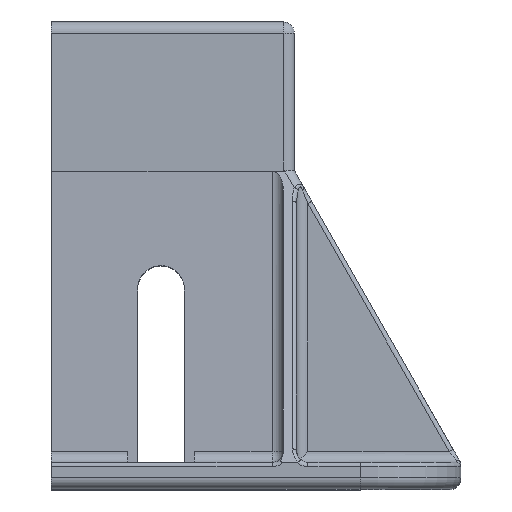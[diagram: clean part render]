
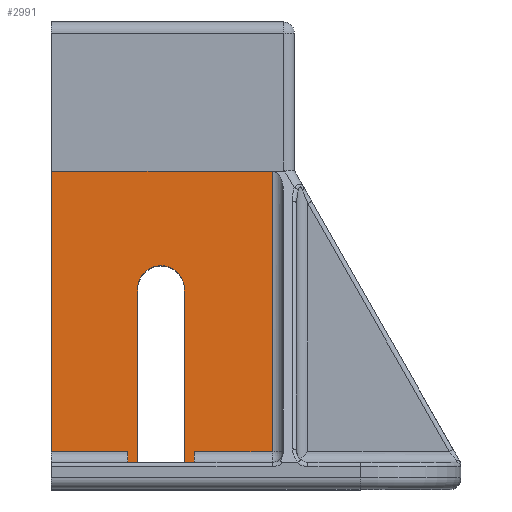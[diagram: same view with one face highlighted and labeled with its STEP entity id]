
A CAD part, top view. The second image highlights one B-rep face of the part: STEP entity #2991.
In plain terms, the highlighted planar face has unit normal (0, 0.018, 1).
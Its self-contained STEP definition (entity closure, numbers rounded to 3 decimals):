
#316 = EDGE_CURVE ( 'NONE', #1723, #1772, #1559, .T. ) ;
#317 = EDGE_CURVE ( 'NONE', #1772, #1717, #1557, .T. ) ;
#318 = EDGE_CURVE ( 'NONE', #1787, #1725, #1553, .T. ) ;
#322 = EDGE_CURVE ( 'NONE', #1769, #1713, #1548, .T. ) ;
#323 = EDGE_CURVE ( 'NONE', #1713, #1710, #1082, .T. ) ;
#333 = EDGE_CURVE ( 'NONE', #1699, #1787, #1535, .T. ) ;
#355 = EDGE_CURVE ( 'NONE', #1717, #1779, #1507, .T. ) ;
#357 = EDGE_CURVE ( 'NONE', #1769, #1779, #1502, .T. ) ;
#382 = EDGE_CURVE ( 'NONE', #1756, #1723, #1094, .T. ) ;
#398 = EDGE_CURVE ( 'NONE', #1725, #1726, #1432, .T. ) ;
#451 = EDGE_CURVE ( 'NONE', #1699, #1773, #1342, .T. ) ;
#453 = EDGE_CURVE ( 'NONE', #1710, #1773, #1338, .T. ) ;
#461 = EDGE_CURVE ( 'NONE', #1726, #1756, #1323, .T. ) ;
#1082 =( BOUNDED_CURVE ( )  B_SPLINE_CURVE ( 3, ( #2579, #2573, #2570, #2521 ),
 .UNSPECIFIED., .F., .F. ) 
 B_SPLINE_CURVE_WITH_KNOTS ( ( 4, 4 ),
 ( 1.571, 4.712 ),
 .UNSPECIFIED. ) 
 CURVE ( )  GEOMETRIC_REPRESENTATION_ITEM ( )  RATIONAL_B_SPLINE_CURVE ( ( 1., 0.333, 0.333, 1. ) ) 
 REPRESENTATION_ITEM ( '' )  );
#1094 = B_SPLINE_CURVE_WITH_KNOTS ( 'NONE', 3,
 ( #2088, #2092, #2125, #2084 ),
 .UNSPECIFIED., .F., .F.,
 ( 4, 4 ),
 ( 0., 0.001 ),
 .UNSPECIFIED. ) ;
#1320 = VECTOR ( 'NONE', #2216, 1000. ) ;
#1323 = LINE ( 'NONE', #2218, #1320 ) ;
#1335 = VECTOR ( 'NONE', #2237, 1000. ) ;
#1338 = LINE ( 'NONE', #2238, #1335 ) ;
#1339 = VECTOR ( 'NONE', #2242, 1000. ) ;
#1342 = LINE ( 'NONE', #2243, #1339 ) ;
#1429 = VECTOR ( 'NONE', #2509, 1000. ) ;
#1432 = LINE ( 'NONE', #2511, #1429 ) ;
#1499 = VECTOR ( 'NONE', #2348, 1000. ) ;
#1502 = LINE ( 'NONE', #2350, #1499 ) ;
#1503 = VECTOR ( 'NONE', #2361, 1000. ) ;
#1507 = LINE ( 'NONE', #2358, #1503 ) ;
#1535 = LINE ( 'NONE', #2451, #1537 ) ;
#1537 = VECTOR ( 'NONE', #2448, 1000. ) ;
#1544 = VECTOR ( 'NONE', #2574, 1000. ) ;
#1548 = LINE ( 'NONE', #2563, #1544 ) ;
#1550 = VECTOR ( 'NONE', #2522, 1000. ) ;
#1552 = VECTOR ( 'NONE', #2533, 1000. ) ;
#1553 = LINE ( 'NONE', #2588, #1550 ) ;
#1555 = VECTOR ( 'NONE', #2555, 1000. ) ;
#1557 = LINE ( 'NONE', #2536, #1552 ) ;
#1559 = LINE ( 'NONE', #2544, #1555 ) ;
#1699 = VERTEX_POINT ( 'NONE', #4591 ) ;
#1710 = VERTEX_POINT ( 'NONE', #4579 ) ;
#1713 = VERTEX_POINT ( 'NONE', #4575 ) ;
#1717 = VERTEX_POINT ( 'NONE', #4570 ) ;
#1723 = VERTEX_POINT ( 'NONE', #4562 ) ;
#1725 = VERTEX_POINT ( 'NONE', #4560 ) ;
#1726 = VERTEX_POINT ( 'NONE', #4559 ) ;
#1756 = VERTEX_POINT ( 'NONE', #4516 ) ;
#1769 = VERTEX_POINT ( 'NONE', #4497 ) ;
#1772 = VERTEX_POINT ( 'NONE', #4493 ) ;
#1773 = VERTEX_POINT ( 'NONE', #4492 ) ;
#1779 = VERTEX_POINT ( 'NONE', #4484 ) ;
#1787 = VERTEX_POINT ( 'NONE', #4474 ) ;
#1846 = EDGE_LOOP ( 'NONE', ( #3523, #3525, #3526, #3528, #3529, #3530, #3531, #3533, #3534, #3535, #3536, #3537, #3538 ) ) ;
#2084 = CARTESIAN_POINT ( 'NONE',  ( -24.65, 71.41, 30.002 ) ) ;
#2088 = CARTESIAN_POINT ( 'NONE',  ( -24.081, 71.5, 30. ) ) ;
#2092 = CARTESIAN_POINT ( 'NONE',  ( -24.275, 71.5, 30. ) ) ;
#2125 = CARTESIAN_POINT ( 'NONE',  ( -24.467, 71.471, 30. ) ) ;
#2216 = DIRECTION ( 'NONE',  ( -1., 0., 0. ) ) ;
#2218 = CARTESIAN_POINT ( 'NONE',  ( 30., 71.5, 30. ) ) ;
#2237 = DIRECTION ( 'NONE',  ( 0., -1., 0.017 ) ) ;
#2238 = CARTESIAN_POINT ( 'NONE',  ( 5.25, 71.5, 30. ) ) ;
#2242 = DIRECTION ( 'NONE',  ( -1., 0., 0. ) ) ;
#2243 = CARTESIAN_POINT ( 'NONE',  ( -7.5, 6., 31.143 ) ) ;
#2348 = DIRECTION ( 'NONE',  ( -1., 0., 0. ) ) ;
#2350 = CARTESIAN_POINT ( 'NONE',  ( 30., 6., 31.143 ) ) ;
#2358 = CARTESIAN_POINT ( 'NONE',  ( -7.5, 104.796, 29.419 ) ) ;
#2361 = DIRECTION ( 'NONE',  ( 0., -1., 0.017 ) ) ;
#2448 = DIRECTION ( 'NONE',  ( 0., 1., -0.017 ) ) ;
#2451 = CARTESIAN_POINT ( 'NONE',  ( 7.5, 104.971, 29.416 ) ) ;
#2509 = DIRECTION ( 'NONE',  ( 0., 1., -0.017 ) ) ;
#2511 = CARTESIAN_POINT ( 'NONE',  ( 25., 71.5, 30. ) ) ;
#2521 = CARTESIAN_POINT ( 'NONE',  ( 5.25, 45., 30.463 ) ) ;
#2522 = DIRECTION ( 'NONE',  ( 1., 0., 0. ) ) ;
#2533 = DIRECTION ( 'NONE',  ( 1., 0., 0. ) ) ;
#2536 = CARTESIAN_POINT ( 'NONE',  ( -7.5, 8.456, 31.1 ) ) ;
#2544 = CARTESIAN_POINT ( 'NONE',  ( -24.65, 71.5, 30. ) ) ;
#2555 = DIRECTION ( 'NONE',  ( 0., -1., 0.017 ) ) ;
#2563 = CARTESIAN_POINT ( 'NONE',  ( -5.25, 71.5, 30. ) ) ;
#2570 = CARTESIAN_POINT ( 'NONE',  ( 5.25, 55.5, 30.279 ) ) ;
#2573 = CARTESIAN_POINT ( 'NONE',  ( -5.25, 55.5, 30.279 ) ) ;
#2574 = DIRECTION ( 'NONE',  ( 0., 1., -0.017 ) ) ;
#2579 = CARTESIAN_POINT ( 'NONE',  ( -5.25, 45., 30.463 ) ) ;
#2588 = CARTESIAN_POINT ( 'NONE',  ( 27.5, 8.456, 31.1 ) ) ;
#2991 = ADVANCED_FACE ( 'NONE', ( #6030 ), #4265, .T. ) ;
#3523 = ORIENTED_EDGE ( 'NONE', *, *, #382, .T. ) ;
#3525 = ORIENTED_EDGE ( 'NONE', *, *, #316, .T. ) ;
#3526 = ORIENTED_EDGE ( 'NONE', *, *, #317, .T. ) ;
#3528 = ORIENTED_EDGE ( 'NONE', *, *, #355, .T. ) ;
#3529 = ORIENTED_EDGE ( 'NONE', *, *, #357, .F. ) ;
#3530 = ORIENTED_EDGE ( 'NONE', *, *, #322, .T. ) ;
#3531 = ORIENTED_EDGE ( 'NONE', *, *, #323, .T. ) ;
#3533 = ORIENTED_EDGE ( 'NONE', *, *, #453, .T. ) ;
#3534 = ORIENTED_EDGE ( 'NONE', *, *, #451, .F. ) ;
#3535 = ORIENTED_EDGE ( 'NONE', *, *, #333, .T. ) ;
#3536 = ORIENTED_EDGE ( 'NONE', *, *, #318, .T. ) ;
#3537 = ORIENTED_EDGE ( 'NONE', *, *, #398, .T. ) ;
#3538 = ORIENTED_EDGE ( 'NONE', *, *, #461, .T. ) ;
#4261 = DIRECTION ( 'NONE',  ( 0., -1., 0.017 ) ) ;
#4262 = DIRECTION ( 'NONE',  ( 0., 0.017, 1. ) ) ;
#4265 = PLANE ( 'NONE',  #5707 ) ;
#4273 = CARTESIAN_POINT ( 'NONE',  ( 30., 71.5, 30. ) ) ;
#4474 = CARTESIAN_POINT ( 'NONE',  ( 7.5, 8.456, 31.1 ) ) ;
#4484 = CARTESIAN_POINT ( 'NONE',  ( -7.5, 6., 31.143 ) ) ;
#4492 = CARTESIAN_POINT ( 'NONE',  ( 5.25, 6., 31.143 ) ) ;
#4493 = CARTESIAN_POINT ( 'NONE',  ( -24.65, 8.456, 31.1 ) ) ;
#4497 = CARTESIAN_POINT ( 'NONE',  ( -5.25, 6., 31.143 ) ) ;
#4516 = CARTESIAN_POINT ( 'NONE',  ( -24.081, 71.5, 30. ) ) ;
#4559 = CARTESIAN_POINT ( 'NONE',  ( 25., 71.5, 30. ) ) ;
#4560 = CARTESIAN_POINT ( 'NONE',  ( 25., 8.456, 31.1 ) ) ;
#4562 = CARTESIAN_POINT ( 'NONE',  ( -24.65, 71.41, 30.002 ) ) ;
#4570 = CARTESIAN_POINT ( 'NONE',  ( -7.5, 8.456, 31.1 ) ) ;
#4575 = CARTESIAN_POINT ( 'NONE',  ( -5.25, 45., 30.463 ) ) ;
#4579 = CARTESIAN_POINT ( 'NONE',  ( 5.25, 45., 30.463 ) ) ;
#4591 = CARTESIAN_POINT ( 'NONE',  ( 7.5, 6., 31.143 ) ) ;
#5707 = AXIS2_PLACEMENT_3D ( 'NONE', #4273, #4262, #4261 ) ;
#6030 = FACE_OUTER_BOUND ( 'NONE', #1846, .T. ) ;
